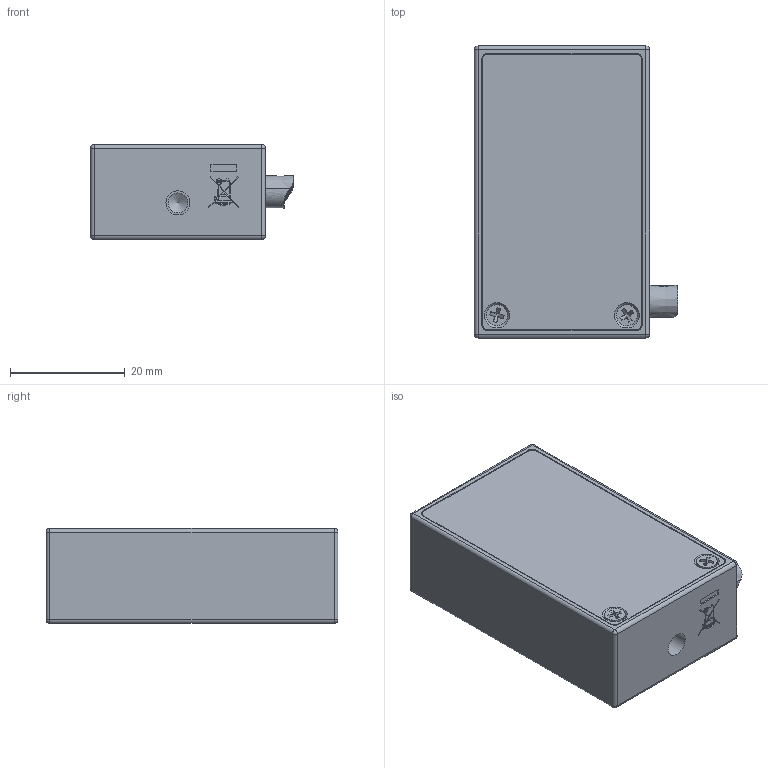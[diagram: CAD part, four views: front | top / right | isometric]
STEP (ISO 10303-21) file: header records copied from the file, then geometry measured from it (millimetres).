
FILE_DESCRIPTION(/* description */ (''),/* implementation_level */ '2;1');
FILE_NAME(/* name */ 'PDQ80A-Step.step',/* time_stamp */ '2024-06-17T21:18:11-04:00',/* author */ (''),/* organization */ (''),/* preprocessor_version */ 'ST-DEVELOPER v20',/* originating_system */ 'Autodesk Translation Framework v12.20.1.177',/* authorisation */ '');
FILE_SCHEMA (('AUTOMOTIVE_DESIGN { 1 0 10303 214 3 1 1 }'));
Length unit declared in the file: inch
Products named in the file (6): PDQ80A-Step; QuadrantDetector; Flat Head 100 Screw_AI_CR-FHM1 0.086-56x0.125x0.125-N; 13183-001_Etching; Cable; 13138-002_Standard
Assembly tree (6 placements, depth 2):
  PDQ80A-Step
    QuadrantDetector
    Flat Head 100 Screw_AI_CR-FHM1 0.086-56x0.125x0.125-N  x2
    13183-001_Etching
    Cable
    13138-002_Standard
Bounding box: 35.37 x 50.8 x 16.54 mm (x, y, z)
Volume: 15514.6 mm3; surface area: 12018.7 mm2
Topology: 18 solids, 18 shells, 601 faces, 1503 edges, 979 vertices
Faces by surface type: plane 356, bspline 162, cylinder 65, cone 10, sphere 8
Full cylindrical faces by diameter (mm): 0.322 x1, 0.502 x1, 1.778 x4, 2.184 x7, 2.438 x2, 3.454 x1, 3.632 x2, 4.166 x1, 5.588 x1, 7.214 x1, 12.903 x3, 13.97 x1, 14.478 x1, 15.24 x1
Entity records: 28147 total; most frequent: CARTESIAN_POINT 14322, ORIENTED_EDGE 2912, DIRECTION 2176, EDGE_CURVE 1456, LINE 970, VECTOR 970, VERTEX_POINT 959, EDGE_LOOP 663
